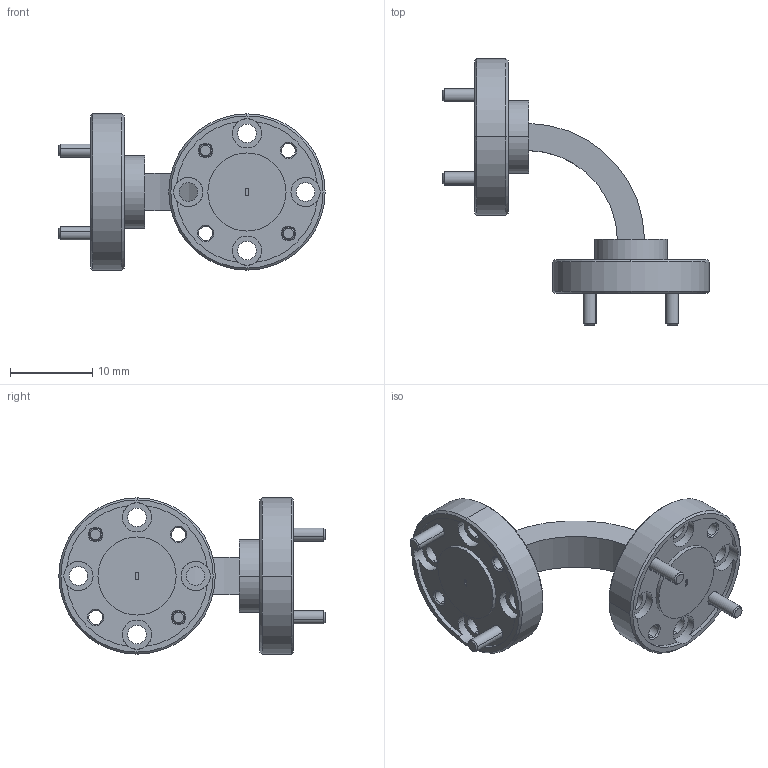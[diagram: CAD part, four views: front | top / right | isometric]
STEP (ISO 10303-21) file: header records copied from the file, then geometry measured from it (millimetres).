
FILE_DESCRIPTION (( 'STEP AP203' ), '1' );
FILE_NAME ('WB-E03-A.STEP', '2022-04-12T22:29:11', ( '' ), ( '' ), 'SwSTEP 2.0', 'SolidWorks 2021', '' );
FILE_SCHEMA (( 'CONFIG_CONTROL_DESIGN' ));
Length unit declared in the file: inch
Products named in the file (1): WB-E03-A
Bounding box: 32.45 x 32.45 x 19.05 mm (x, y, z)
Volume: 2590.4 mm3; surface area: 2546.2 mm2
Topology: 5 solids, 5 shells, 156 faces, 372 edges, 236 vertices
Faces by surface type: cylinder 78, cone 40, plane 38
Entity records: 4719 total; most frequent: DIRECTION 902, CARTESIAN_POINT 765, ORIENTED_EDGE 744, AXIS2_PLACEMENT_3D 373, EDGE_CURVE 372, VERTEX_POINT 236, CIRCLE 216, EDGE_LOOP 198
